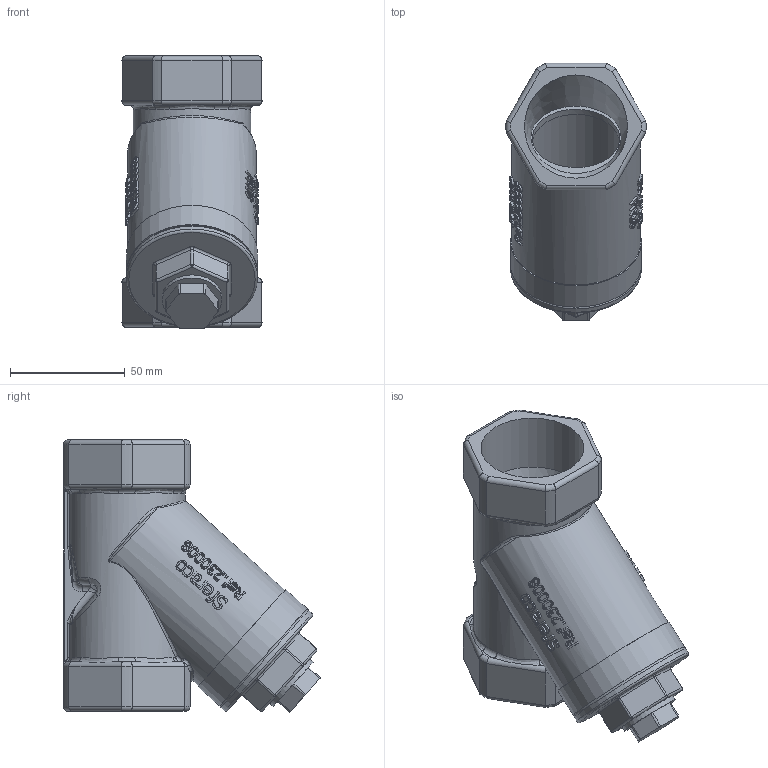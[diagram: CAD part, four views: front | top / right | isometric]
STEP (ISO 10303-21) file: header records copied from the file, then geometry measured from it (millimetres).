
FILE_DESCRIPTION(/* description */ ('230008'),/* implementation_level */ '2;1');
FILE_NAME(/* name */ '230008.stp',/* time_stamp */ '2015-10-09T10:57:09+02:00',/* author */ ('jmorand'),/* organization */ ('Sferaco'),/* preprocessor_version */ 'ST-DEVELOPER v16.1',/* originating_system */ 'Autodesk Inventor 2016',/* authorisation */ '');
FILE_SCHEMA (('AUTOMOTIVE_DESIGN { 1 0 10303 214 3 1 1 }'));
Length unit declared in the file: millimetre
Products named in the file (1): 230008_bd
Bounding box: 60.98 x 111.74 x 118.35 mm (x, y, z)
Volume: 180298.5 mm3; surface area: 75155.6 mm2
Topology: 1 solids, 1 shells, 730 faces, 1890 edges, 1205 vertices
Faces by surface type: bspline 308, plane 227, cylinder 135, torus 54, sphere 6
Full cylindrical faces by diameter (mm): 18.631 x1, 26 x1, 38 x1, 43 x1, 44 x1, 44.845 x2, 45 x1, 46 x1, 56 x1, 57 x2
Entity records: 32074 total; most frequent: CARTESIAN_POINT 15509, ORIENTED_EDGE 3720, DIRECTION 2471, EDGE_CURVE 1860, VERTEX_POINT 1199, AXIS2_PLACEMENT_3D 853, EDGE_LOOP 799, LINE 765
